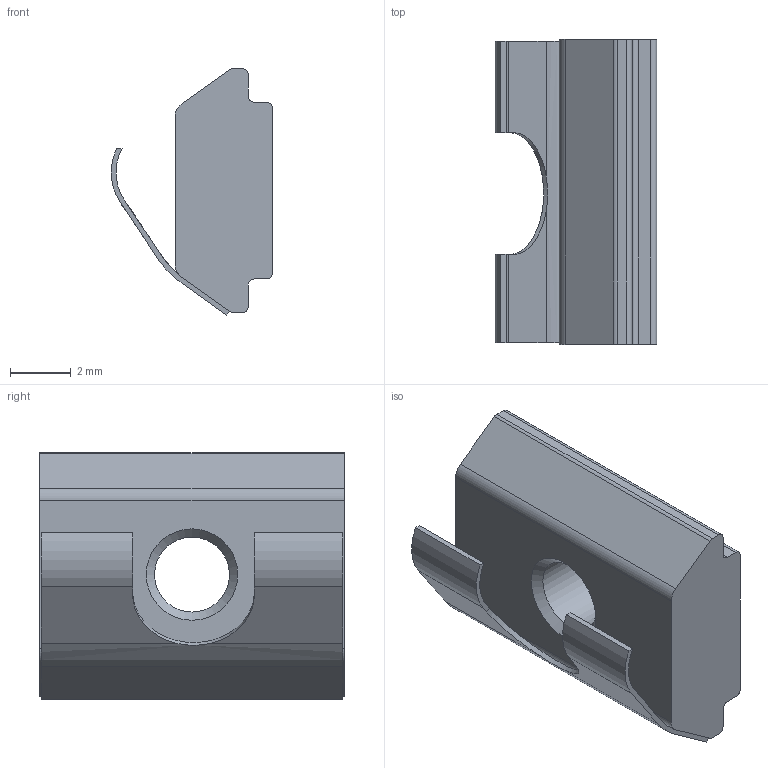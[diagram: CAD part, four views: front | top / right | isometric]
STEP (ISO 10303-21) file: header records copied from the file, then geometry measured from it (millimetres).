
FILE_DESCRIPTION(/* description */ (''),/* implementation_level */ '2;1');
FILE_NAME(/* name */ 'Misumi HNTAJ5-3.step',/* time_stamp */ '2024-04-06T13:59:24+02:00',/* author */ (''),/* organization */ (''),/* preprocessor_version */ 'ST-DEVELOPER v20',/* originating_system */ 'Autodesk Translation Framework v12.20.1.177',/* authorisation */ '');
FILE_SCHEMA (('AUTOMOTIVE_DESIGN { 1 0 10303 214 3 1 1 }'));
Length unit declared in the file: millimetre
Products named in the file (1): (Unsaved)
Bounding box: 5.3 x 10 x 8.09 mm (x, y, z)
Volume: 206.7 mm3; surface area: 330.7 mm2
Topology: 1 solids, 1 shells, 45 faces, 126 edges, 83 vertices
Faces by surface type: plane 25, cylinder 18, cone 2
Full cylindrical faces by diameter (mm): 2.459 x1
Entity records: 1511 total; most frequent: CARTESIAN_POINT 267, DIRECTION 259, ORIENTED_EDGE 252, EDGE_CURVE 126, AXIS2_PLACEMENT_3D 89, VERTEX_POINT 83, LINE 81, VECTOR 81
